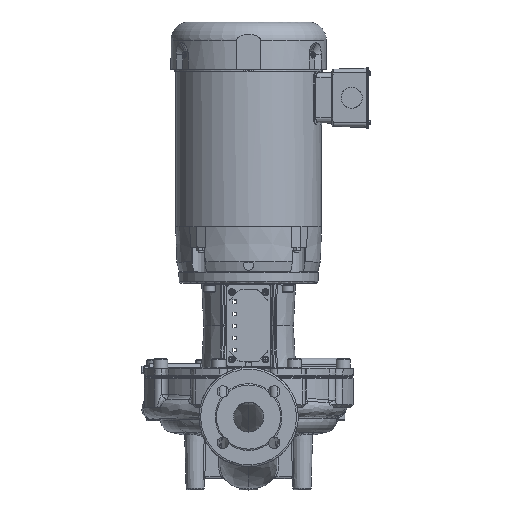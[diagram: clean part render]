
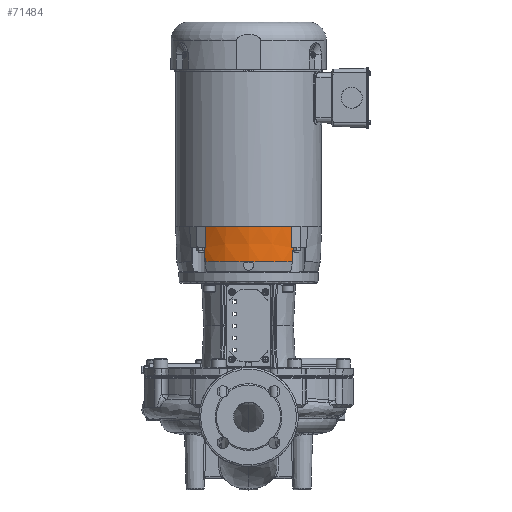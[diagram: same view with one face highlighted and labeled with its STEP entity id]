
A CAD part, top view. The second image highlights one B-rep face of the part: STEP entity #71484.
In plain terms, the highlighted conical face has half-angle 2 degrees and reference radius 121.285 mm.
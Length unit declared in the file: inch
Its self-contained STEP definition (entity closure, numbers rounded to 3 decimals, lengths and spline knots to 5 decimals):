
#930=CONICAL_SURFACE('',#77297,4.775,0.035);
#17144=FACE_OUTER_BOUND('',#21109,.T.);
#21109=EDGE_LOOP('',(#56680,#56681,#56682,#56683,#56684,#56685,#56686,#56687));
#24141=B_SPLINE_CURVE_WITH_KNOTS('',3,(#185474,#185475,#185476,#185477),
 .UNSPECIFIED.,.F.,.F.,(4,4),(0.,0.02375),
 .UNSPECIFIED.);
#24144=B_SPLINE_CURVE_WITH_KNOTS('',3,(#185492,#185493,#185494,#185495),
 .UNSPECIFIED.,.F.,.F.,(4,4),(0.,0.02375),
 .UNSPECIFIED.);
#24161=B_SPLINE_CURVE_WITH_KNOTS('',3,(#185728,#185729,#185730,#185731),
 .UNSPECIFIED.,.F.,.F.,(4,4),(-4.30698,-1.07379),
 .UNSPECIFIED.);
#24171=B_SPLINE_CURVE_WITH_KNOTS('',3,(#185868,#185869,#185870,#185871),
 .UNSPECIFIED.,.F.,.F.,(4,4),(-6.50837,-3.27519),
 .UNSPECIFIED.);
#26165=CIRCLE('',#77201,4.69315);
#26168=CIRCLE('',#77209,4.72576);
#26199=CIRCLE('',#77258,4.72576);
#26213=CIRCLE('',#77298,4.77395);
#31725=VERTEX_POINT('',#185472);
#31726=VERTEX_POINT('',#185473);
#31727=VERTEX_POINT('',#185484);
#31728=VERTEX_POINT('',#185491);
#31734=VERTEX_POINT('',#185526);
#31780=VERTEX_POINT('',#185717);
#31783=VERTEX_POINT('',#185727);
#31802=VERTEX_POINT('',#185860);
#40850=EDGE_CURVE('',#31725,#31726,#24141,.T.);
#40853=EDGE_CURVE('',#31726,#31727,#26165,.T.);
#40855=EDGE_CURVE('',#31727,#31728,#24144,.T.);
#40865=EDGE_CURVE('',#31734,#31728,#26168,.T.);
#40933=EDGE_CURVE('',#31725,#31780,#26199,.T.);
#40938=EDGE_CURVE('',#31734,#31783,#24161,.T.);
#40986=EDGE_CURVE('',#31802,#31780,#24171,.T.);
#40987=EDGE_CURVE('',#31802,#31783,#26213,.T.);
#56680=ORIENTED_EDGE('',*,*,#40986,.F.);
#56681=ORIENTED_EDGE('',*,*,#40987,.T.);
#56682=ORIENTED_EDGE('',*,*,#40938,.F.);
#56683=ORIENTED_EDGE('',*,*,#40865,.T.);
#56684=ORIENTED_EDGE('',*,*,#40855,.F.);
#56685=ORIENTED_EDGE('',*,*,#40853,.F.);
#56686=ORIENTED_EDGE('',*,*,#40850,.F.);
#56687=ORIENTED_EDGE('',*,*,#40933,.T.);
#71484=ADVANCED_FACE('',(#17144),#930,.T.);
#77201=AXIS2_PLACEMENT_3D('',#185485,#90633,#90634);
#77209=AXIS2_PLACEMENT_3D('',#185527,#90652,#90653);
#77258=AXIS2_PLACEMENT_3D('',#185719,#90773,#90774);
#77297=AXIS2_PLACEMENT_3D('',#185867,#90872,#90873);
#77298=AXIS2_PLACEMENT_3D('',#185872,#90874,#90875);
#90633=DIRECTION('center_axis',(0.,-1.,0.));
#90634=DIRECTION('ref_axis',(-1.,0.,0.));
#90652=DIRECTION('center_axis',(0.,-1.,0.));
#90653=DIRECTION('ref_axis',(-1.,0.,0.));
#90773=DIRECTION('center_axis',(0.,-1.,0.));
#90774=DIRECTION('ref_axis',(-1.,0.,0.));
#90872=DIRECTION('center_axis',(0.,1.,0.));
#90873=DIRECTION('ref_axis',(1.,0.,0.));
#90874=DIRECTION('center_axis',(0.,-1.,0.));
#90875=DIRECTION('ref_axis',(-1.,0.,0.));
#185472=CARTESIAN_POINT('',(2.92209,8.46154,3.71405));
#185473=CARTESIAN_POINT('',(2.87296,7.52776,3.71104));
#185474=CARTESIAN_POINT('Ctrl Pts',(2.92209,8.46154,3.71405));
#185475=CARTESIAN_POINT('Ctrl Pts',(2.90575,8.15028,3.71308));
#185476=CARTESIAN_POINT('Ctrl Pts',(2.88937,7.83902,3.71208));
#185477=CARTESIAN_POINT('Ctrl Pts',(2.87296,7.52776,3.71104));
#185484=CARTESIAN_POINT('',(-2.87296,7.52776,3.71104));
#185485=CARTESIAN_POINT('Origin',(0.,7.52776,
0.));
#185491=CARTESIAN_POINT('',(-2.92209,8.46154,3.71405));
#185492=CARTESIAN_POINT('Ctrl Pts',(-2.87296,7.52776,
3.71104));
#185493=CARTESIAN_POINT('Ctrl Pts',(-2.88937,7.83902,
3.71208));
#185494=CARTESIAN_POINT('Ctrl Pts',(-2.90575,8.15028,
3.71308));
#185495=CARTESIAN_POINT('Ctrl Pts',(-2.92209,8.46154,
3.71405));
#185526=CARTESIAN_POINT('',(-2.81644,8.46154,3.7948));
#185527=CARTESIAN_POINT('Origin',(0.,8.46154,
0.));
#185717=CARTESIAN_POINT('',(2.81644,8.46154,3.7948));
#185719=CARTESIAN_POINT('Origin',(0.,8.46154,
0.));
#185727=CARTESIAN_POINT('',(-2.8045,9.84154,3.86334));
#185728=CARTESIAN_POINT('Ctrl Pts',(-2.81644,8.46154,
3.7948));
#185729=CARTESIAN_POINT('Ctrl Pts',(-2.81198,8.92687,
3.81835));
#185730=CARTESIAN_POINT('Ctrl Pts',(-2.80796,9.39715,3.84165));
#185731=CARTESIAN_POINT('Ctrl Pts',(-2.8045,9.84154,
3.86334));
#185860=CARTESIAN_POINT('',(2.8045,9.84154,3.86334));
#185867=CARTESIAN_POINT('Origin',(0.,9.87154,
0.));
#185868=CARTESIAN_POINT('Ctrl Pts',(2.8045,9.84154,3.86334));
#185869=CARTESIAN_POINT('Ctrl Pts',(2.80796,9.39715,3.84165));
#185870=CARTESIAN_POINT('Ctrl Pts',(2.81198,8.92687,3.81835));
#185871=CARTESIAN_POINT('Ctrl Pts',(2.81644,8.46154,3.7948));
#185872=CARTESIAN_POINT('Origin',(0.,9.84154,
0.));
